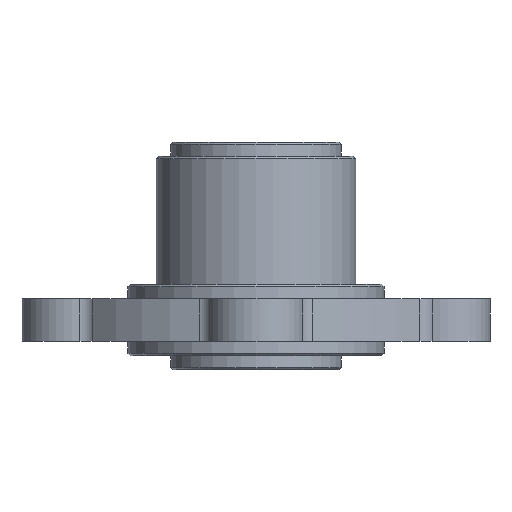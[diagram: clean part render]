
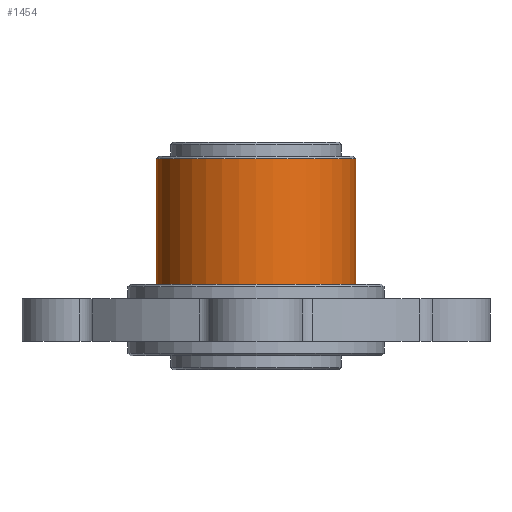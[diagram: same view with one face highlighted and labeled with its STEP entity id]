
A CAD part, left-side view. The second image highlights one B-rep face of the part: STEP entity #1454.
In plain terms, the highlighted cylindrical face has radius 11.113 mm (diameter 22.225 mm), a full revolution.
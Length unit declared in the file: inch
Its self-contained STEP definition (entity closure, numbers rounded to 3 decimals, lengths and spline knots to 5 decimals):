
#41 = DIRECTION ( 'NONE',  ( 1., 0., 0. ) ) ;
#44 = DIRECTION ( 'NONE',  ( 0., 0., 1. ) ) ;
#48 = CARTESIAN_POINT ( 'NONE',  ( 1.1525, 1.0269, 0.0625 ) ) ;
#73 = DIRECTION ( 'NONE',  ( 1., 0., 0. ) ) ;
#74 = DIRECTION ( 'NONE',  ( 0., 0., -1. ) ) ;
#96 = CYLINDRICAL_SURFACE ( 'NONE', #774, 0.4375 ) ;
#105 = CARTESIAN_POINT ( 'NONE',  ( 1.1525, 1.0269, 0.615 ) ) ;
#245 = AXIS2_PLACEMENT_3D ( 'NONE', #105, #74, #73 ) ;
#621 = CARTESIAN_POINT ( 'NONE',  ( 1.59, 1.0269, 0.615 ) ) ;
#633 = EDGE_CURVE ( 'NONE', #697, #697, #741, .T. ) ;
#663 = FACE_OUTER_BOUND ( 'NONE', #1342, .T. ) ;
#666 = CARTESIAN_POINT ( 'NONE',  ( 1.1525, 1.0269, 0.625 ) ) ;
#681 = EDGE_CURVE ( 'NONE', #722, #722, #1226, .T. ) ;
#697 = VERTEX_POINT ( 'NONE', #621 ) ;
#711 = CARTESIAN_POINT ( 'NONE',  ( 1.59, 1.0269, 0.0625 ) ) ;
#718 = ORIENTED_EDGE ( 'NONE', *, *, #633, .T. ) ;
#719 = EDGE_LOOP ( 'NONE', ( #760 ) ) ;
#722 = VERTEX_POINT ( 'NONE', #711 ) ;
#741 = CIRCLE ( 'NONE', #245, 0.4375 ) ;
#760 = ORIENTED_EDGE ( 'NONE', *, *, #681, .T. ) ;
#774 = AXIS2_PLACEMENT_3D ( 'NONE', #666, #1395, #1519 ) ;
#997 = AXIS2_PLACEMENT_3D ( 'NONE', #48, #44, #41 ) ;
#1226 = CIRCLE ( 'NONE', #997, 0.4375 ) ;
#1342 = EDGE_LOOP ( 'NONE', ( #718 ) ) ;
#1376 = FACE_OUTER_BOUND ( 'NONE', #719, .T. ) ;
#1395 = DIRECTION ( 'NONE',  ( 0., 0., -1. ) ) ;
#1454 = ADVANCED_FACE ( 'NONE', ( #663, #1376 ), #96, .T. ) ;
#1519 = DIRECTION ( 'NONE',  ( -1., 0., 0. ) ) ;
